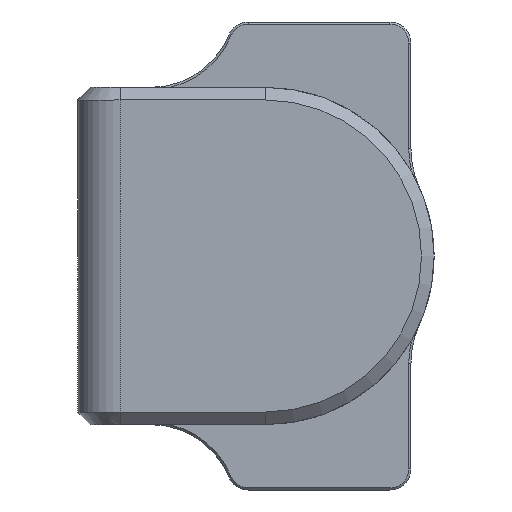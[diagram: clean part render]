
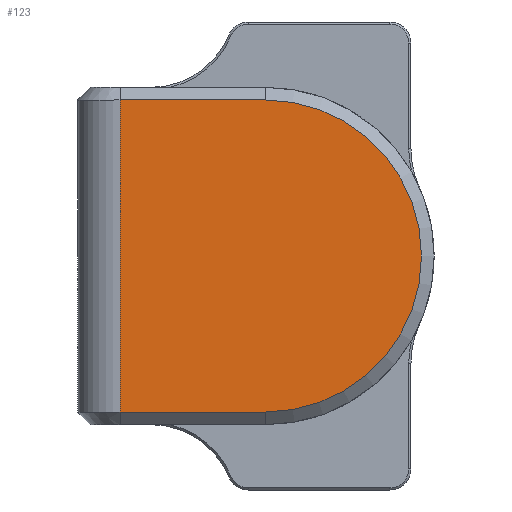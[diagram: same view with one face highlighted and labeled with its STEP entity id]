
A CAD part, left-side view. The second image highlights one B-rep face of the part: STEP entity #123.
In plain terms, the highlighted planar face has unit normal (-1, 0, 0).
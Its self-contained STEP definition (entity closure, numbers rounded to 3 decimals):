
#24 = VERTEX_POINT('',#25);
#25 = CARTESIAN_POINT('',(-3.5,3.315,-3.7));
#40 = VERTEX_POINT('',#41);
#41 = CARTESIAN_POINT('',(-3.5,-0.135,-3.7));
#47 = EDGE_CURVE('',#24,#40,#48,.T.);
#48 = LINE('',#49,#50);
#49 = CARTESIAN_POINT('',(-3.5,3.315,-3.7));
#50 = VECTOR('',#51,1.);
#51 = DIRECTION('',(0.,-1.,0.));
#105 = VERTEX_POINT('',#106);
#106 = CARTESIAN_POINT('',(-3.5,-0.135,3.7));
#112 = EDGE_CURVE('',#40,#105,#113,.T.);
#113 = CIRCLE('',#114,3.7);
#114 = AXIS2_PLACEMENT_3D('',#115,#116,#117);
#115 = CARTESIAN_POINT('',(-3.5,-0.135,0.));
#116 = DIRECTION('',(-1.,0.,0.));
#117 = DIRECTION('',(0.,0.,-1.));
#123 = ADVANCED_FACE('',(#124),#142,.F.);
#124 = FACE_BOUND('',#125,.F.);
#125 = EDGE_LOOP('',(#126,#134,#140,#141));
#126 = ORIENTED_EDGE('',*,*,#127,.F.);
#127 = EDGE_CURVE('',#128,#24,#130,.T.);
#128 = VERTEX_POINT('',#129);
#129 = CARTESIAN_POINT('',(-3.5,3.315,3.7));
#130 = LINE('',#131,#132);
#131 = CARTESIAN_POINT('',(-3.5,3.315,4.));
#132 = VECTOR('',#133,1.);
#133 = DIRECTION('',(0.,0.,-1.));
#134 = ORIENTED_EDGE('',*,*,#135,.F.);
#135 = EDGE_CURVE('',#105,#128,#136,.T.);
#136 = LINE('',#137,#138);
#137 = CARTESIAN_POINT('',(-3.5,-0.135,3.7));
#138 = VECTOR('',#139,1.);
#139 = DIRECTION('',(0.,1.,0.));
#140 = ORIENTED_EDGE('',*,*,#112,.F.);
#141 = ORIENTED_EDGE('',*,*,#47,.F.);
#142 = PLANE('',#143);
#143 = AXIS2_PLACEMENT_3D('',#144,#145,#146);
#144 = CARTESIAN_POINT('',(-3.5,0.823,0.));
#145 = DIRECTION('',(1.,0.,0.));
#146 = DIRECTION('',(0.,1.,0.));
